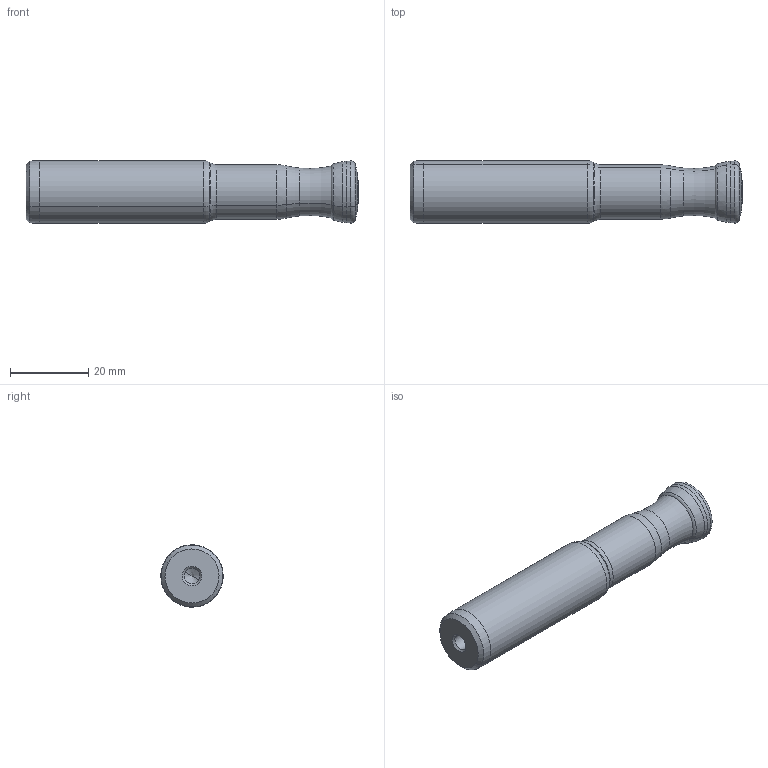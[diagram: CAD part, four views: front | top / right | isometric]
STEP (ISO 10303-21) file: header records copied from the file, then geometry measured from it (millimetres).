
FILE_DESCRIPTION(('CATIA V5 STEP Exchange'),'2;1');
FILE_NAME('Bm56286-FT_BE90_SD06-016_Z02.stp','2019-05-13T12:20:05+00:00',('none'),('none'),'CATIA Version 5-6 Release 2016 SP5 HF39','CATIA V5 STEP AP203','none');
FILE_SCHEMA(('CONFIG_CONTROL_DESIGN'));
Length unit declared in the file: millimetre
Products named in the file (1): Bm56286-KSK_Kontrolle_Schnittkontur SDMT06-HFC
Bounding box: 85 x 16 x 16 mm (x, y, z)
Volume: 14227.5 mm3; surface area: 5136.7 mm2
Topology: 1 solids, 1 shells, 54 faces, 110 edges, 58 vertices
Faces by surface type: cone 18, torus 14, revolution 14, cylinder 6, plane 2
Entity records: 1361 total; most frequent: CARTESIAN_POINT 336, ORIENTED_EDGE 212, DIRECTION 150, EDGE_CURVE 106, AXIS2_PLACEMENT_3D 95, CIRCLE 74, EDGE_LOOP 55, VERTEX_POINT 55
